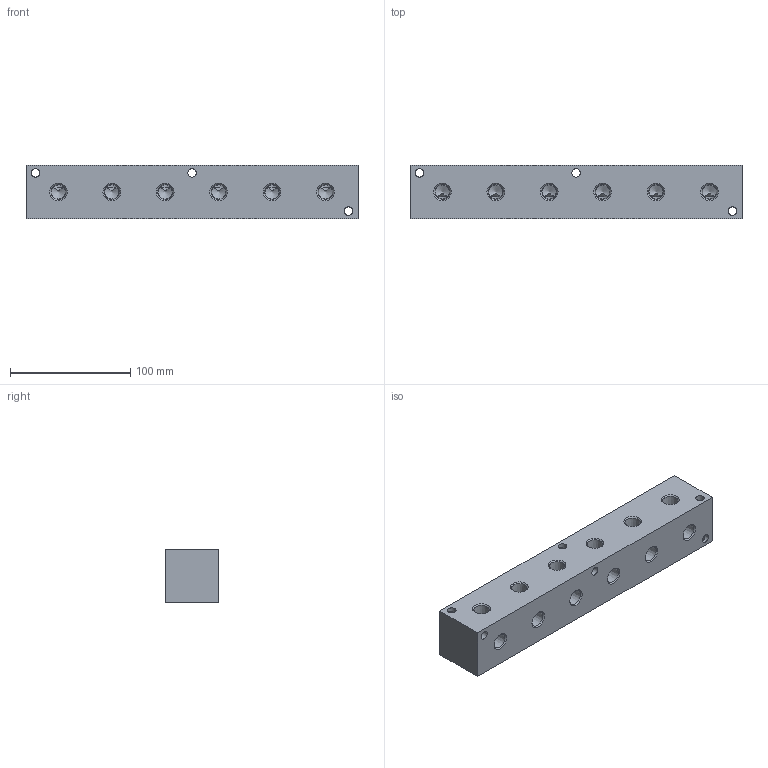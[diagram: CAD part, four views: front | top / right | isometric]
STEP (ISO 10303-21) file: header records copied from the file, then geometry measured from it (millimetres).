
FILE_DESCRIPTION( ( 'STEP AP214' ), ' ' );
FILE_NAME( 'AJ0900604P.stp', '2018-07-07T20:03:33', ( '' ), ( '' ), ' ', 'PARTsolutions', ' ' );
FILE_SCHEMA( ( 'AUTOMOTIVE_DESIGN { 1 0 10303 214 1 1 1 1 }' ) );
Length unit declared in the file: inch
Products named in the file (1): _AJ0900604P
Bounding box: 276.23 x 44.45 x 44.45 mm (x, y, z)
Volume: 508533.1 mm3; surface area: 65654.5 mm2
Topology: 1 solids, 1 shells, 162 faces, 468 edges, 298 vertices
Faces by surface type: plane 80, cylinder 46, cone 36
Full cylindrical faces by diameter (mm): 7.112 x12
Entity records: 6392 total; most frequent: CARTESIAN_POINT 1097, DIRECTION 826, ORIENTED_EDGE 768, EDGE_CURVE 384, AXIS2_PLACEMENT_3D 291, VERTEX_POINT 274, LINE 244, VECTOR 244
